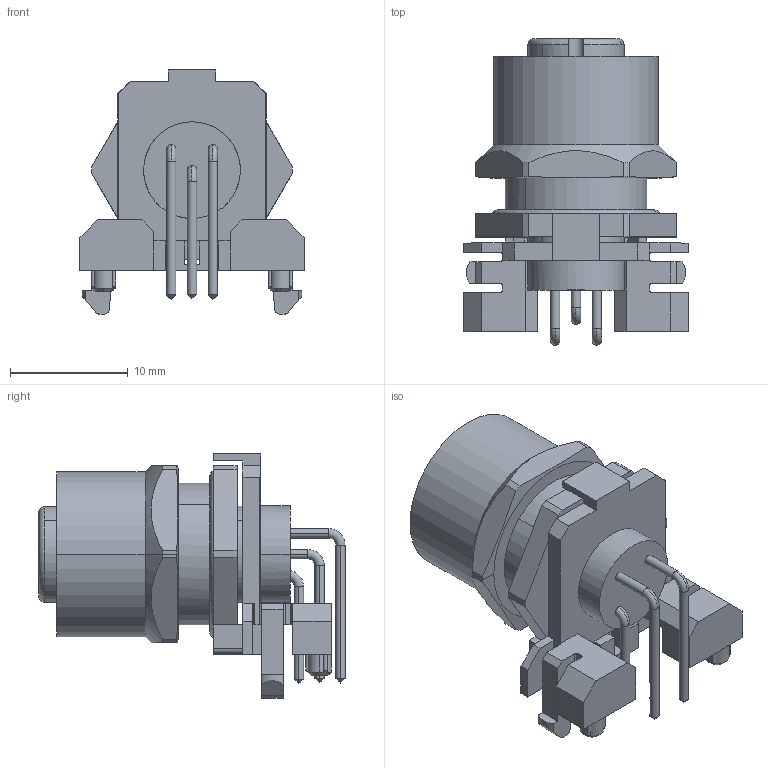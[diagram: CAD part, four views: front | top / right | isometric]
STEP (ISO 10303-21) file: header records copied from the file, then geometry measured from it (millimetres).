
FILE_DESCRIPTION(('CATIA V5 STEP Exchange','CAx-IF Rec.Pracs.--- Model Styling and Organization---1.4--- 2014-01-23'),'2;1');
FILE_NAME ('D1461894_1_2423480000_2423480000.stp','2021-01-03T09:57:36+00:00',('none'),('Weidmueller'),'CATIA Version 5-6 Release 2016 SP3 HF44','CATIA V5 STEP AP214','none');
FILE_SCHEMA(('AUTOMOTIVE_DESIGN { 1 0 10303 214 1 1 1 1 }'));
Length unit declared in the file: millimetre
Products named in the file (1): 2423480000
Bounding box: 19 x 25.96 x 20.7 mm (x, y, z)
Volume: 2856.1 mm3; surface area: 4488.7 mm2
Topology: 11 solids, 11 shells, 580 faces, 1661 edges, 1063 vertices
Faces by surface type: plane 213, cylinder 172, bspline 79, torus 70, cone 46
Entity records: 19720 total; most frequent: CARTESIAN_POINT 6131, ORIENTED_EDGE 3194, DIRECTION 2132, EDGE_CURVE 1597, VERTEX_POINT 1061, AXIS2_PLACEMENT_3D 980, VECTOR 669, LINE 669
